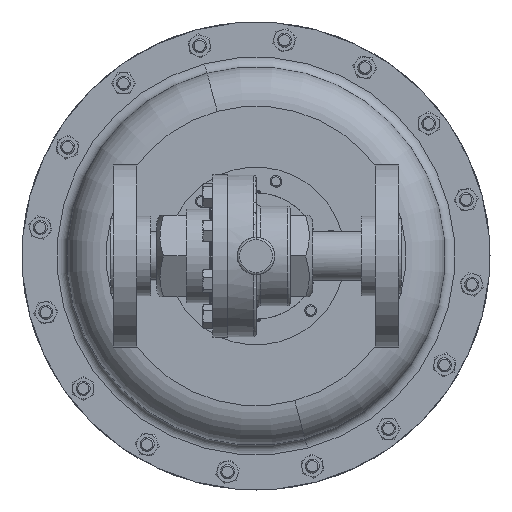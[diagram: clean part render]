
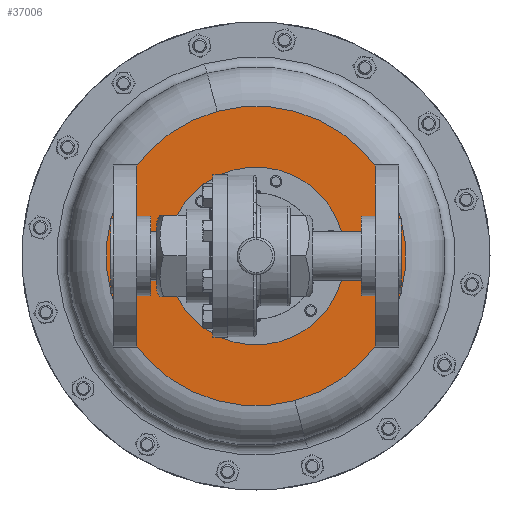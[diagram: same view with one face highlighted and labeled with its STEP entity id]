
A CAD part, front view. The second image highlights one B-rep face of the part: STEP entity #37006.
In plain terms, the highlighted planar face has unit normal (0, -1, 0).
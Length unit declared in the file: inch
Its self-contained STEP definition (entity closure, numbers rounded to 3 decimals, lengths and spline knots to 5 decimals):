
#917 = DIRECTION ( 'NONE',  ( 0., 1., 0. ) ) ;
#957 = CIRCLE ( 'NONE', #33450, 2.375 ) ;
#1515 = AXIS2_PLACEMENT_3D ( 'NONE', #1686, #22570, #4615 ) ;
#1569 = ORIENTED_EDGE ( 'NONE', *, *, #36913, .F. ) ;
#1686 = CARTESIAN_POINT ( 'NONE',  ( 1.52663, 9.93332, 4.03194 ) ) ;
#4615 = DIRECTION ( 'NONE',  ( -0.259, 0., 0.966 ) ) ;
#4672 = VERTEX_POINT ( 'NONE', #27388 ) ;
#4987 = ORIENTED_EDGE ( 'NONE', *, *, #7219, .T. ) ;
#7219 = EDGE_CURVE ( 'NONE', #21058, #27622, #14746, .T. ) ;
#8299 = AXIS2_PLACEMENT_3D ( 'NONE', #15494, #13195, #13433 ) ;
#10467 = CARTESIAN_POINT ( 'NONE',  ( 1.52663, 9.93332, 4.03194 ) ) ;
#10756 = FACE_OUTER_BOUND ( 'NONE', #32377, .T. ) ;
#11712 = AXIS2_PLACEMENT_3D ( 'NONE', #18844, #917, #21839 ) ;
#12265 = VERTEX_POINT ( 'NONE', #12977 ) ;
#12977 = CARTESIAN_POINT ( 'NONE',  ( 0.49135, 9.93332, 7.89565 ) ) ;
#13195 = DIRECTION ( 'NONE',  ( 0., 1., 0. ) ) ;
#13433 = DIRECTION ( 'NONE',  ( 0.707, 0., 0.707 ) ) ;
#13516 = DIRECTION ( 'NONE',  ( 0.707, 0., 0.707 ) ) ;
#14746 = CIRCLE ( 'NONE', #8299, 2.375 ) ;
#15494 = CARTESIAN_POINT ( 'NONE',  ( 1.52663, 9.93332, 4.03194 ) ) ;
#17055 = DIRECTION ( 'NONE',  ( 0., -1., 0. ) ) ;
#18844 = CARTESIAN_POINT ( 'NONE',  ( 1.52663, 9.93332, 4.03194 ) ) ;
#18874 = CARTESIAN_POINT ( 'NONE',  ( -0.15275, 9.93332, 2.35256 ) ) ;
#21058 = VERTEX_POINT ( 'NONE', #18874 ) ;
#21839 = DIRECTION ( 'NONE',  ( -0.259, 0., 0.966 ) ) ;
#22106 = CARTESIAN_POINT ( 'NONE',  ( 3.20601, 9.93332, 5.71132 ) ) ;
#22570 = DIRECTION ( 'NONE',  ( 0., 1., 0. ) ) ;
#23522 = AXIS2_PLACEMENT_3D ( 'NONE', #25866, #17055, #37793 ) ;
#25866 = CARTESIAN_POINT ( 'NONE',  ( 5.39033, 9.93332, 5.06722 ) ) ;
#27388 = CARTESIAN_POINT ( 'NONE',  ( 2.56191, 9.93332, 0.16824 ) ) ;
#27622 = VERTEX_POINT ( 'NONE', #22106 ) ;
#27705 = EDGE_CURVE ( 'NONE', #27622, #21058, #957, .T. ) ;
#29935 = EDGE_LOOP ( 'NONE', ( #4987, #38575 ) ) ;
#31218 = DIRECTION ( 'NONE',  ( 0., 1., 0. ) ) ;
#31362 = ORIENTED_EDGE ( 'NONE', *, *, #33051, .F. ) ;
#32377 = EDGE_LOOP ( 'NONE', ( #31362, #1569 ) ) ;
#33051 = EDGE_CURVE ( 'NONE', #12265, #4672, #37044, .T. ) ;
#33450 = AXIS2_PLACEMENT_3D ( 'NONE', #10467, #31218, #13516 ) ;
#34436 = FACE_BOUND ( 'NONE', #29935, .T. ) ;
#34773 = PLANE ( 'NONE',  #23522 ) ;
#35371 = CIRCLE ( 'NONE', #1515, 4. ) ;
#36913 = EDGE_CURVE ( 'NONE', #4672, #12265, #35371, .T. ) ;
#37006 = ADVANCED_FACE ( 'NONE', ( #10756, #34436 ), #34773, .T. ) ;
#37044 = CIRCLE ( 'NONE', #11712, 4. ) ;
#37793 = DIRECTION ( 'NONE',  ( 0.259, 0., -0.966 ) ) ;
#38575 = ORIENTED_EDGE ( 'NONE', *, *, #27705, .T. ) ;
